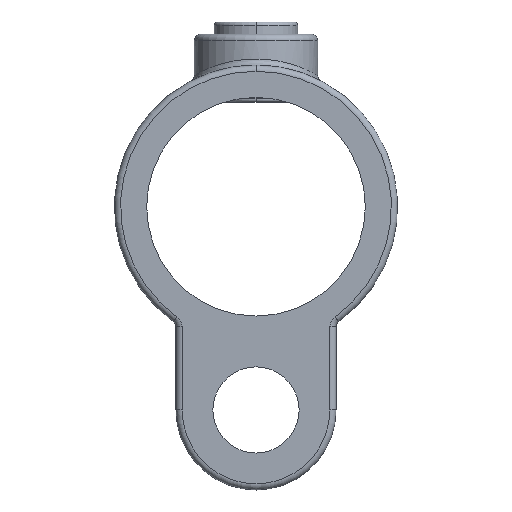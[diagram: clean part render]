
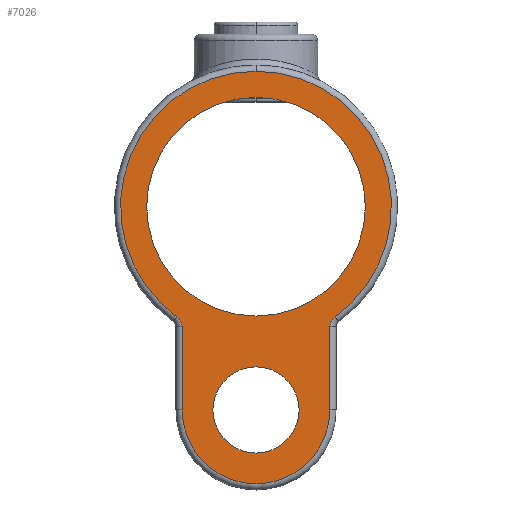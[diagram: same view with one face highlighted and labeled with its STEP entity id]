
A CAD part, front view. The second image highlights one B-rep face of the part: STEP entity #7026.
In plain terms, the highlighted planar face has unit normal (0, -1, 0).
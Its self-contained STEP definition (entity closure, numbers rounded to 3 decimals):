
#84 = AXIS2_PLACEMENT_3D ( 'NONE', #2474, #9772, #10800 ) ;
#87 = ORIENTED_EDGE ( 'NONE', *, *, #7593, .T. ) ;
#165 = AXIS2_PLACEMENT_3D ( 'NONE', #7116, #7027, #9070 ) ;
#454 = AXIS2_PLACEMENT_3D ( 'NONE', #4345, #11596, #8533 ) ;
#470 = CIRCLE ( 'NONE', #7216, 17.75 ) ;
#884 = CARTESIAN_POINT ( 'NONE',  ( 12., -12.5, -19.494 ) ) ;
#946 = ORIENTED_EDGE ( 'NONE', *, *, #12430, .T. ) ;
#1119 = CIRCLE ( 'NONE', #84, 22. ) ;
#1207 = LINE ( 'NONE', #10400, #4609 ) ;
#1368 = ORIENTED_EDGE ( 'NONE', *, *, #12284, .T. ) ;
#2416 = DIRECTION ( 'NONE',  ( 0., 1., 0. ) ) ;
#2474 = CARTESIAN_POINT ( 'NONE',  ( 0., -12.5, 0. ) ) ;
#2549 = EDGE_CURVE ( 'NONE', #3002, #5525, #13459, .T. ) ;
#2581 = DIRECTION ( 'NONE',  ( 0., 1., 0. ) ) ;
#2618 = ORIENTED_EDGE ( 'NONE', *, *, #2549, .F. ) ;
#2766 = DIRECTION ( 'NONE',  ( 0., 1., 0. ) ) ;
#2816 = CARTESIAN_POINT ( 'NONE',  ( 0., -12.5, 0. ) ) ;
#2948 = VERTEX_POINT ( 'NONE', #13199 ) ;
#2965 = CARTESIAN_POINT ( 'NONE',  ( 0., -12.5, 22. ) ) ;
#3002 = VERTEX_POINT ( 'NONE', #12609 ) ;
#3030 = EDGE_LOOP ( 'NONE', ( #946, #12093 ) ) ;
#3102 = DIRECTION ( 'NONE',  ( 0., 1., 0. ) ) ;
#3285 = AXIS2_PLACEMENT_3D ( 'NONE', #11396, #3102, #12412 ) ;
#3301 = ORIENTED_EDGE ( 'NONE', *, *, #5789, .T. ) ;
#3343 = EDGE_CURVE ( 'NONE', #12032, #13145, #10643, .T. ) ;
#3384 = DIRECTION ( 'NONE',  ( 0., 0., 1. ) ) ;
#3545 = CARTESIAN_POINT ( 'NONE',  ( 0., -12.5, 0. ) ) ;
#3727 = CIRCLE ( 'NONE', #5027, 2. ) ;
#3744 = CARTESIAN_POINT ( 'NONE',  ( -12.833, -12.5, -17.869 ) ) ;
#4166 = DIRECTION ( 'NONE',  ( 0., 0., -1. ) ) ;
#4345 = CARTESIAN_POINT ( 'NONE',  ( 14., -12.5, -19.494 ) ) ;
#4414 = ORIENTED_EDGE ( 'NONE', *, *, #3343, .T. ) ;
#4491 = CARTESIAN_POINT ( 'NONE',  ( 0., -12.5, -33. ) ) ;
#4609 = VECTOR ( 'NONE', #4166, 1000. ) ;
#4919 = CARTESIAN_POINT ( 'NONE',  ( 0., -12.5, -17.75 ) ) ;
#4965 = EDGE_LOOP ( 'NONE', ( #1368, #87 ) ) ;
#5027 = AXIS2_PLACEMENT_3D ( 'NONE', #7431, #10642, #10691 ) ;
#5131 = CARTESIAN_POINT ( 'NONE',  ( 0., -12.5, 0. ) ) ;
#5248 = ORIENTED_EDGE ( 'NONE', *, *, #6416, .T. ) ;
#5268 = AXIS2_PLACEMENT_3D ( 'NONE', #3545, #2581, #10957 ) ;
#5525 = VERTEX_POINT ( 'NONE', #884 ) ;
#5530 = VERTEX_POINT ( 'NONE', #4919 ) ;
#5552 = AXIS2_PLACEMENT_3D ( 'NONE', #8752, #2416, #8708 ) ;
#5789 = EDGE_CURVE ( 'NONE', #9454, #12032, #1207, .T. ) ;
#6208 = CIRCLE ( 'NONE', #5552, 7. ) ;
#6416 = EDGE_CURVE ( 'NONE', #13145, #5525, #9971, .T. ) ;
#6725 = FACE_BOUND ( 'NONE', #4965, .T. ) ;
#6740 = CARTESIAN_POINT ( 'NONE',  ( 12., -12.5, -33. ) ) ;
#6991 = ORIENTED_EDGE ( 'NONE', *, *, #9800, .T. ) ;
#7026 = ADVANCED_FACE ( 'NONE', ( #8668, #6725, #8342 ), #9785, .F. ) ;
#7027 = DIRECTION ( 'NONE',  ( 0., -1., 0. ) ) ;
#7116 = CARTESIAN_POINT ( 'NONE',  ( 0., -12.5, 0. ) ) ;
#7216 = AXIS2_PLACEMENT_3D ( 'NONE', #5131, #9313, #10213 ) ;
#7217 = VECTOR ( 'NONE', #3384, 1000. ) ;
#7391 = ORIENTED_EDGE ( 'NONE', *, *, #10287, .F. ) ;
#7431 = CARTESIAN_POINT ( 'NONE',  ( -14., -12.5, -19.494 ) ) ;
#7593 = EDGE_CURVE ( 'NONE', #2948, #5530, #11753, .T. ) ;
#7676 = AXIS2_PLACEMENT_3D ( 'NONE', #4491, #11782, #9636 ) ;
#8105 = CARTESIAN_POINT ( 'NONE',  ( 0., -12.5, -40. ) ) ;
#8223 = VERTEX_POINT ( 'NONE', #3744 ) ;
#8342 = FACE_BOUND ( 'NONE', #3030, .T. ) ;
#8533 = DIRECTION ( 'NONE',  ( 0., 0., 1. ) ) ;
#8668 = FACE_OUTER_BOUND ( 'NONE', #11770, .T. ) ;
#8708 = DIRECTION ( 'NONE',  ( 0., 0., 1. ) ) ;
#8752 = CARTESIAN_POINT ( 'NONE',  ( 0., -12.5, -33. ) ) ;
#9070 = DIRECTION ( 'NONE',  ( 0., 0., 1. ) ) ;
#9313 = DIRECTION ( 'NONE',  ( 0., 1., 0. ) ) ;
#9454 = VERTEX_POINT ( 'NONE', #12510 ) ;
#9537 = EDGE_CURVE ( 'NONE', #9809, #12837, #6208, .T. ) ;
#9636 = DIRECTION ( 'NONE',  ( 0., 0., 1. ) ) ;
#9772 = DIRECTION ( 'NONE',  ( 0., -1., 0. ) ) ;
#9785 = PLANE ( 'NONE',  #5268 ) ;
#9800 = EDGE_CURVE ( 'NONE', #3002, #10964, #11054, .T. ) ;
#9809 = VERTEX_POINT ( 'NONE', #12265 ) ;
#9971 = LINE ( 'NONE', #10522, #7217 ) ;
#10007 = DIRECTION ( 'NONE',  ( 0., 0., 1. ) ) ;
#10213 = DIRECTION ( 'NONE',  ( 0., 0., 1. ) ) ;
#10287 = EDGE_CURVE ( 'NONE', #9454, #8223, #3727, .T. ) ;
#10400 = CARTESIAN_POINT ( 'NONE',  ( -12., -12.5, 0. ) ) ;
#10522 = CARTESIAN_POINT ( 'NONE',  ( 12., -12.5, 0. ) ) ;
#10642 = DIRECTION ( 'NONE',  ( 0., -1., 0. ) ) ;
#10643 = CIRCLE ( 'NONE', #7676, 12. ) ;
#10691 = DIRECTION ( 'NONE',  ( 0., 0., 1. ) ) ;
#10800 = DIRECTION ( 'NONE',  ( 0., 0., 1. ) ) ;
#10841 = ORIENTED_EDGE ( 'NONE', *, *, #11859, .T. ) ;
#10957 = DIRECTION ( 'NONE',  ( 0., 0., 1. ) ) ;
#10964 = VERTEX_POINT ( 'NONE', #2965 ) ;
#11054 = CIRCLE ( 'NONE', #165, 22. ) ;
#11278 = AXIS2_PLACEMENT_3D ( 'NONE', #2816, #2766, #10007 ) ;
#11396 = CARTESIAN_POINT ( 'NONE',  ( 0., -12.5, -33. ) ) ;
#11596 = DIRECTION ( 'NONE',  ( 0., -1., 0. ) ) ;
#11753 = CIRCLE ( 'NONE', #11278, 17.75 ) ;
#11770 = EDGE_LOOP ( 'NONE', ( #3301, #4414, #5248, #2618, #6991, #10841, #7391 ) ) ;
#11782 = DIRECTION ( 'NONE',  ( 0., -1., 0. ) ) ;
#11859 = EDGE_CURVE ( 'NONE', #10964, #8223, #1119, .T. ) ;
#12032 = VERTEX_POINT ( 'NONE', #13330 ) ;
#12093 = ORIENTED_EDGE ( 'NONE', *, *, #9537, .T. ) ;
#12265 = CARTESIAN_POINT ( 'NONE',  ( 0., -12.5, -26. ) ) ;
#12284 = EDGE_CURVE ( 'NONE', #5530, #2948, #470, .T. ) ;
#12412 = DIRECTION ( 'NONE',  ( 0., 0., 1. ) ) ;
#12430 = EDGE_CURVE ( 'NONE', #12837, #9809, #12580, .T. ) ;
#12510 = CARTESIAN_POINT ( 'NONE',  ( -12., -12.5, -19.494 ) ) ;
#12580 = CIRCLE ( 'NONE', #3285, 7. ) ;
#12609 = CARTESIAN_POINT ( 'NONE',  ( 12.833, -12.5, -17.869 ) ) ;
#12837 = VERTEX_POINT ( 'NONE', #8105 ) ;
#13145 = VERTEX_POINT ( 'NONE', #6740 ) ;
#13199 = CARTESIAN_POINT ( 'NONE',  ( 0., -12.5, 17.75 ) ) ;
#13330 = CARTESIAN_POINT ( 'NONE',  ( -12., -12.5, -33. ) ) ;
#13459 = CIRCLE ( 'NONE', #454, 2. ) ;
